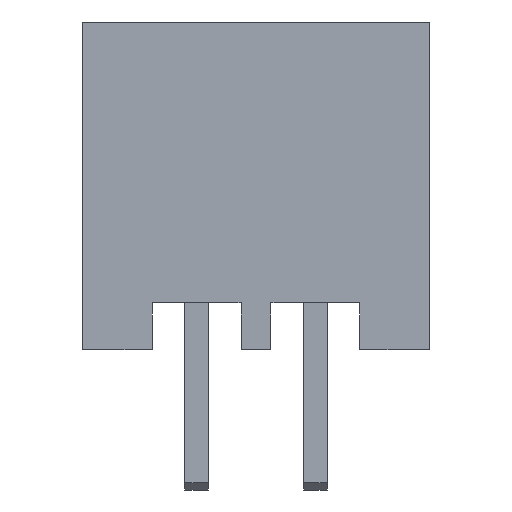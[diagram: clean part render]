
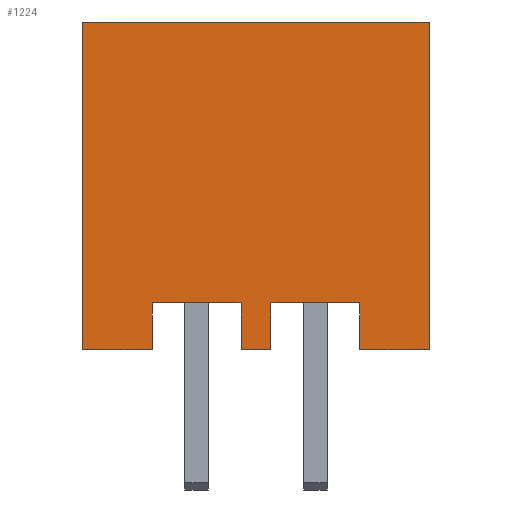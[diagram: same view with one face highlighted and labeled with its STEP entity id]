
A CAD part, left-side view. The second image highlights one B-rep face of the part: STEP entity #1224.
In plain terms, the highlighted planar face has unit normal (-1, 0, 0).
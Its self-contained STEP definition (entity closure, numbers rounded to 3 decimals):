
#82=FACE_OUTER_BOUND('',#146,.T.);
#146=EDGE_LOOP('',(#1071,#1072,#1073,#1074,#1075,#1076,#1077,#1078,#1079,
#1080,#1081,#1082));
#217=LINE('',#1740,#385);
#243=LINE('',#1792,#411);
#249=LINE('',#1804,#417);
#251=LINE('',#1807,#419);
#257=LINE('',#1821,#425);
#263=LINE('',#1833,#431);
#265=LINE('',#1836,#433);
#280=LINE('',#1866,#448);
#282=LINE('',#1869,#450);
#286=LINE('',#1876,#454);
#310=LINE('',#1924,#478);
#318=LINE('',#1939,#486);
#385=VECTOR('',#1423,10.);
#411=VECTOR('',#1459,10.);
#417=VECTOR('',#1467,10.);
#419=VECTOR('',#1471,10.);
#425=VECTOR('',#1479,10.);
#431=VECTOR('',#1487,10.);
#433=VECTOR('',#1491,10.);
#448=VECTOR('',#1516,10.);
#450=VECTOR('',#1520,10.);
#454=VECTOR('',#1526,10.);
#478=VECTOR('',#1576,10.);
#486=VECTOR('',#1594,10.);
#534=VERTEX_POINT('',#1737);
#535=VERTEX_POINT('',#1739);
#554=VERTEX_POINT('',#1788);
#556=VERTEX_POINT('',#1791);
#559=VERTEX_POINT('',#1798);
#561=VERTEX_POINT('',#1802);
#566=VERTEX_POINT('',#1817);
#568=VERTEX_POINT('',#1820);
#571=VERTEX_POINT('',#1827);
#573=VERTEX_POINT('',#1831);
#585=VERTEX_POINT('',#1874);
#596=VERTEX_POINT('',#1923);
#665=EDGE_CURVE('',#534,#535,#217,.T.);
#691=EDGE_CURVE('',#556,#554,#243,.T.);
#697=EDGE_CURVE('',#559,#561,#249,.T.);
#699=EDGE_CURVE('',#561,#556,#251,.T.);
#705=EDGE_CURVE('',#568,#566,#257,.T.);
#711=EDGE_CURVE('',#571,#573,#263,.T.);
#713=EDGE_CURVE('',#573,#568,#265,.T.);
#728=EDGE_CURVE('',#571,#534,#280,.T.);
#730=EDGE_CURVE('',#559,#566,#282,.T.);
#734=EDGE_CURVE('',#585,#554,#286,.T.);
#758=EDGE_CURVE('',#535,#596,#310,.T.);
#766=EDGE_CURVE('',#585,#596,#318,.T.);
#1071=ORIENTED_EDGE('',*,*,#691,.T.);
#1072=ORIENTED_EDGE('',*,*,#734,.F.);
#1073=ORIENTED_EDGE('',*,*,#766,.T.);
#1074=ORIENTED_EDGE('',*,*,#758,.F.);
#1075=ORIENTED_EDGE('',*,*,#665,.F.);
#1076=ORIENTED_EDGE('',*,*,#728,.F.);
#1077=ORIENTED_EDGE('',*,*,#711,.T.);
#1078=ORIENTED_EDGE('',*,*,#713,.T.);
#1079=ORIENTED_EDGE('',*,*,#705,.T.);
#1080=ORIENTED_EDGE('',*,*,#730,.F.);
#1081=ORIENTED_EDGE('',*,*,#697,.T.);
#1082=ORIENTED_EDGE('',*,*,#699,.T.);
#1162=PLANE('',#1302);
#1224=ADVANCED_FACE('',(#82),#1162,.T.);
#1302=AXIS2_PLACEMENT_3D('',#1938,#1592,#1593);
#1423=DIRECTION('',(0.,0.,1.));
#1459=DIRECTION('',(0.,0.,-1.));
#1467=DIRECTION('',(0.,0.,1.));
#1471=DIRECTION('',(0.,-1.,0.));
#1479=DIRECTION('',(0.,0.,-1.));
#1487=DIRECTION('',(0.,0.,1.));
#1491=DIRECTION('',(0.,-1.,0.));
#1516=DIRECTION('',(0.,1.,0.));
#1520=DIRECTION('',(0.,1.,0.));
#1526=DIRECTION('',(0.,1.,0.));
#1576=DIRECTION('',(0.,-1.,0.));
#1592=DIRECTION('center_axis',(-1.,0.,0.));
#1593=DIRECTION('ref_axis',(0.,-1.,0.));
#1594=DIRECTION('',(0.,0.,1.));
#1737=CARTESIAN_POINT('',(-2.5,3.7,0.));
#1739=CARTESIAN_POINT('',(-2.5,3.7,7.));
#1740=CARTESIAN_POINT('',(-2.5,3.7,0.));
#1788=CARTESIAN_POINT('',(-2.5,-2.22,0.));
#1791=CARTESIAN_POINT('',(-2.5,-2.22,1.));
#1792=CARTESIAN_POINT('',(-2.5,-2.22,0.));
#1798=CARTESIAN_POINT('',(-2.5,-0.32,0.));
#1802=CARTESIAN_POINT('',(-2.5,-0.32,1.));
#1804=CARTESIAN_POINT('',(-2.5,-0.32,0.));
#1807=CARTESIAN_POINT('',(-2.5,1.215,1.));
#1817=CARTESIAN_POINT('',(-2.5,0.32,0.));
#1820=CARTESIAN_POINT('',(-2.5,0.32,1.));
#1821=CARTESIAN_POINT('',(-2.5,0.32,0.));
#1827=CARTESIAN_POINT('',(-2.5,2.22,0.));
#1831=CARTESIAN_POINT('',(-2.5,2.22,1.));
#1833=CARTESIAN_POINT('',(-2.5,2.22,0.));
#1836=CARTESIAN_POINT('',(-2.5,2.485,1.));
#1866=CARTESIAN_POINT('',(-2.5,-3.7,0.));
#1869=CARTESIAN_POINT('',(-2.5,-3.7,0.));
#1874=CARTESIAN_POINT('',(-2.5,-3.7,0.));
#1876=CARTESIAN_POINT('',(-2.5,-3.7,0.));
#1923=CARTESIAN_POINT('',(-2.5,-3.7,7.));
#1924=CARTESIAN_POINT('',(-2.5,3.7,7.));
#1938=CARTESIAN_POINT('Origin',(-2.5,3.7,0.));
#1939=CARTESIAN_POINT('',(-2.5,-3.7,0.));
